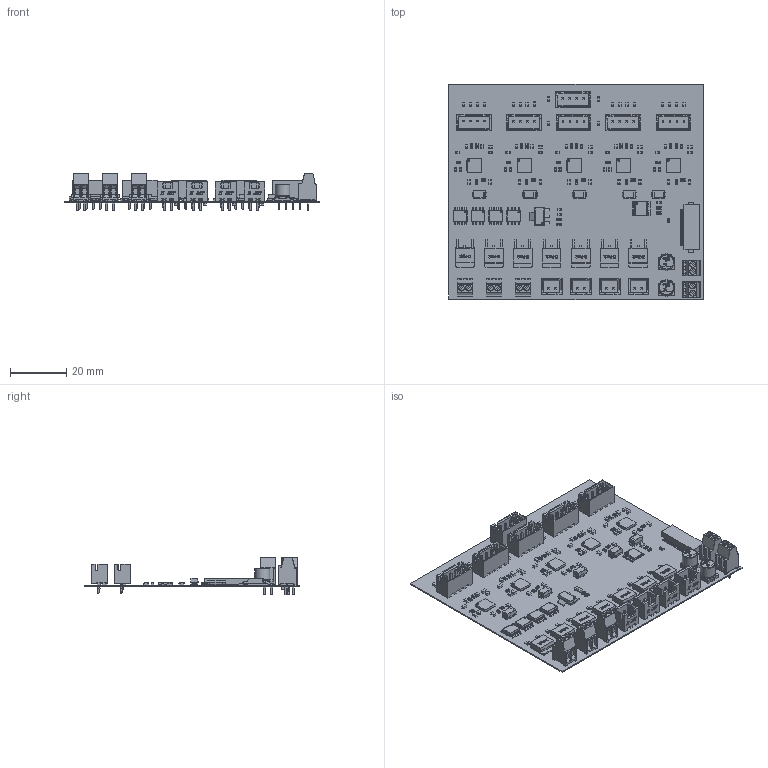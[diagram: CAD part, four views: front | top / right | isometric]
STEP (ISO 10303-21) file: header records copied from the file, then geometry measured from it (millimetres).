
FILE_DESCRIPTION(('Open CASCADE Model'),'2;1');
FILE_NAME('Open CASCADE Shape Model','2023-06-08T19:19:57',('Author'),( 'Open CASCADE'),'Open CASCADE STEP processor 7.5','Open CASCADE 7.5' ,'Unknown');
FILE_SCHEMA(('AUTOMOTIVE_DESIGN { 1 0 10303 214 1 1 1 1 }'));
Length unit declared in the file: millimetre
Products named in the file (166): PCB; Board; Open CASCADE STEP translator 7.5 1.1.1; U11; 8251743440; Body; PinsArrayLR; U10; 8251743360; U9; U8; U7; U6; 8251743280; PinsArrayL; FilletPinR; U5; 7744996256; ThermalPin; PinsArrayTB; U4; U3; U2; U1; R32; 0603 resistor; R31; R30; R29; R28; R27; R26; R25; R24; R23; R22; R19; Stackpole CSR0603 Res; R18; R17 ...
Assembly tree (290 placements, depth 4):
  PCB
    Board
      Open CASCADE STEP translator 7.5 1.1.1
    U11
      8251743440
        Body
        PinsArrayLR
    U10
      8251743360
        Body
        PinsArrayLR
    U9
      8251743360
        Body
        PinsArrayLR
    U8
      8251743360
        Body
        PinsArrayLR
    U7
      8251743360
        Body
        PinsArrayLR
    U6
      8251743280
        Body
        PinsArrayL
        FilletPinR
    U5
      7744996256
        Body
        ThermalPin
        PinsArrayLR
        PinsArrayTB
    U4
      7744996256
        Body
        ThermalPin
        PinsArrayLR
        PinsArrayTB
    U3
      7744996256
        Body
        ThermalPin
        PinsArrayLR
        PinsArrayTB
    U2
      7744996256
        Body
        ThermalPin
        PinsArrayLR
        PinsArrayTB
    U1
      7744996256
        Body
        ThermalPin
        PinsArrayLR
        PinsArrayTB
    R32
      0603 resistor
Bounding box: 90.81 x 76.83 x 13.5 mm (x, y, z)
Volume: 7537.9 mm3; surface area: 25426 mm2
Topology: 429 solids, 429 shells, 12261 faces, 30399 edges, 18162 vertices
Faces by surface type: plane 6992, cylinder 2895, sphere 1258, bspline 1002, torus 114
Full cylindrical faces by diameter (mm): 0.438 x1, 0.487 x4, 0.55 x1, 0.625 x5, 0.8 x8, 1 x24, 1.05 x8, 1.1 x10, 1.3 x4, 4.8 x2, 5.3 x4
Entity records: 75098 total; most frequent: CARTESIAN_POINT 16850, ORIENTED_EDGE 10542, DIRECTION 10004, EDGE_CURVE 5271, LINE 3976, VECTOR 3976, VERTEX_POINT 3411, AXIS2_PLACEMENT_3D 3014
